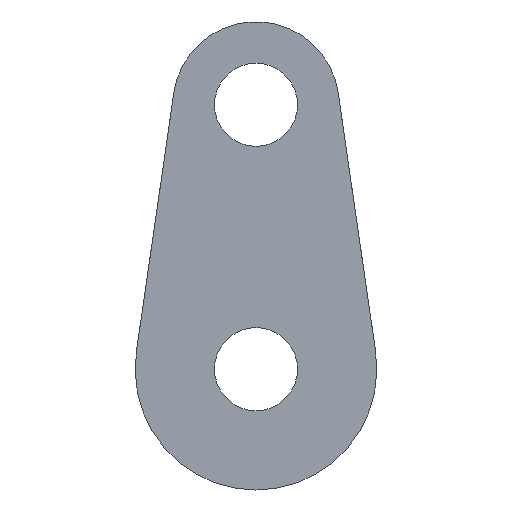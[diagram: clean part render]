
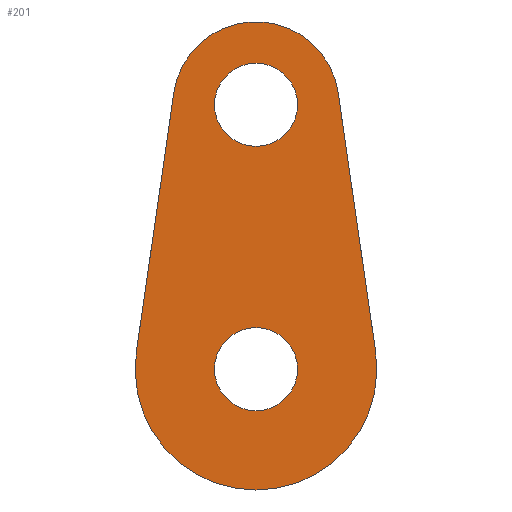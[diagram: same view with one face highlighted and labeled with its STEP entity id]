
A CAD part, left-side view. The second image highlights one B-rep face of the part: STEP entity #201.
In plain terms, the highlighted planar face has unit normal (-1, 0, 0).
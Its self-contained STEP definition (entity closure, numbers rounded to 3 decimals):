
#57=CARTESIAN_POINT('Axis2P3D Location',(-5.,0.,35.)) ;
#61=CARTESIAN_POINT('Vertex',(-5.,10.887,36.571)) ;
#63=CARTESIAN_POINT('Vertex',(-5.,-10.887,36.571)) ;
#103=CARTESIAN_POINT('Vertex',(-5.,-5.5,35.)) ;
#117=CARTESIAN_POINT('Vertex',(-5.,5.5,35.)) ;
#120=CARTESIAN_POINT('Axis2P3D Location',(-5.,0.,35.)) ;
#137=CARTESIAN_POINT('Axis2P3D Location',(-5.,0.,35.)) ;
#149=CARTESIAN_POINT('Axis2P3D Location',(-5.,0.,0.)) ;
#154=CARTESIAN_POINT('Line Origine',(-5.,-13.362,19.429)) ;
#158=CARTESIAN_POINT('Vertex',(-5.,-15.836,2.286)) ;
#161=CARTESIAN_POINT('Line Origine',(-5.,13.362,19.429)) ;
#165=CARTESIAN_POINT('Vertex',(-5.,15.836,2.286)) ;
#168=CARTESIAN_POINT('Axis2P3D Location',(-5.,0.,0.)) ;
#183=CARTESIAN_POINT('Axis2P3D Location',(-5.,0.,0.)) ;
#187=CARTESIAN_POINT('Vertex',(-5.,5.5,0.)) ;
#189=CARTESIAN_POINT('Vertex',(-5.,-5.5,0.)) ;
#192=CARTESIAN_POINT('Axis2P3D Location',(-5.,0.,0.)) ;
#58=DIRECTION('Axis2P3D Direction',(1.,0.,0.)) ;
#121=DIRECTION('Axis2P3D Direction',(1.,0.,0.)) ;
#138=DIRECTION('Axis2P3D Direction',(1.,0.,0.)) ;
#150=DIRECTION('Axis2P3D Direction',(1.,0.,0.)) ;
#151=DIRECTION('Axis2P3D XDirection',(0.,1.,0.)) ;
#155=DIRECTION('Vector Direction',(0.,-0.143,-0.99)) ;
#162=DIRECTION('Vector Direction',(0.,0.143,-0.99)) ;
#169=DIRECTION('Axis2P3D Direction',(1.,0.,0.)) ;
#184=DIRECTION('Axis2P3D Direction',(1.,0.,0.)) ;
#193=DIRECTION('Axis2P3D Direction',(1.,0.,0.)) ;
#59=AXIS2_PLACEMENT_3D('Circle Axis2P3D',#57,#58,$) ;
#122=AXIS2_PLACEMENT_3D('Circle Axis2P3D',#120,#121,$) ;
#139=AXIS2_PLACEMENT_3D('Circle Axis2P3D',#137,#138,$) ;
#152=AXIS2_PLACEMENT_3D('Plane Axis2P3D',#149,#150,#151) ;
#170=AXIS2_PLACEMENT_3D('Circle Axis2P3D',#168,#169,$) ;
#185=AXIS2_PLACEMENT_3D('Circle Axis2P3D',#183,#184,$) ;
#194=AXIS2_PLACEMENT_3D('Circle Axis2P3D',#192,#193,$) ;
#174=ORIENTED_EDGE('',*,*,#160,.F.) ;
#175=ORIENTED_EDGE('',*,*,#65,.F.) ;
#176=ORIENTED_EDGE('',*,*,#167,.F.) ;
#177=ORIENTED_EDGE('',*,*,#172,.F.) ;
#180=ORIENTED_EDGE('',*,*,#141,.T.) ;
#181=ORIENTED_EDGE('',*,*,#124,.T.) ;
#198=ORIENTED_EDGE('',*,*,#191,.T.) ;
#199=ORIENTED_EDGE('',*,*,#196,.T.) ;
#182=FACE_BOUND('',#179,.T.) ;
#200=FACE_BOUND('',#197,.T.) ;
#156=VECTOR('Line Direction',#155,1.) ;
#163=VECTOR('Line Direction',#162,1.) ;
#201=ADVANCED_FACE('Corps principal',(#178,#182,#200),#153,.F.) ;
#60=CIRCLE('generated circle',#59,11.) ;
#123=CIRCLE('generated circle',#122,5.5) ;
#140=CIRCLE('generated circle',#139,5.5) ;
#171=CIRCLE('generated circle',#170,16.) ;
#186=CIRCLE('generated circle',#185,5.5) ;
#195=CIRCLE('generated circle',#194,5.5) ;
#65=EDGE_CURVE('',#62,#64,#60,.T.) ;
#124=EDGE_CURVE('',#104,#118,#123,.T.) ;
#141=EDGE_CURVE('',#118,#104,#140,.T.) ;
#160=EDGE_CURVE('',#64,#159,#157,.T.) ;
#167=EDGE_CURVE('',#166,#62,#164,.F.) ;
#172=EDGE_CURVE('',#159,#166,#171,.T.) ;
#191=EDGE_CURVE('',#188,#190,#186,.T.) ;
#196=EDGE_CURVE('',#190,#188,#195,.T.) ;
#173=EDGE_LOOP('',(#174,#175,#176,#177)) ;
#179=EDGE_LOOP('',(#180,#181)) ;
#197=EDGE_LOOP('',(#198,#199)) ;
#178=FACE_OUTER_BOUND('',#173,.T.) ;
#157=LINE('Line',#154,#156) ;
#164=LINE('Line',#161,#163) ;
#153=PLANE('Plane',#152) ;
#62=VERTEX_POINT('',#61) ;
#64=VERTEX_POINT('',#63) ;
#104=VERTEX_POINT('',#103) ;
#118=VERTEX_POINT('',#117) ;
#159=VERTEX_POINT('',#158) ;
#166=VERTEX_POINT('',#165) ;
#188=VERTEX_POINT('',#187) ;
#190=VERTEX_POINT('',#189) ;
